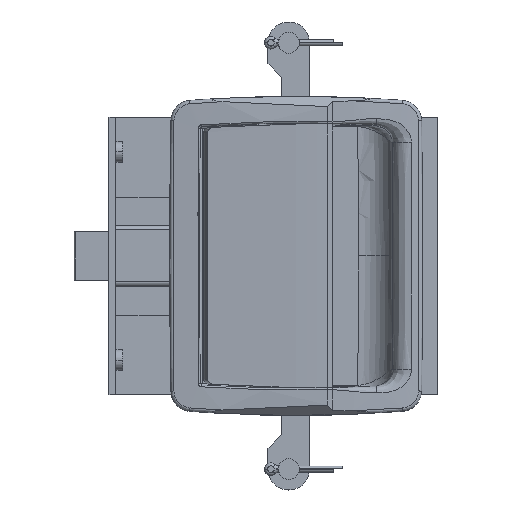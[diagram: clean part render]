
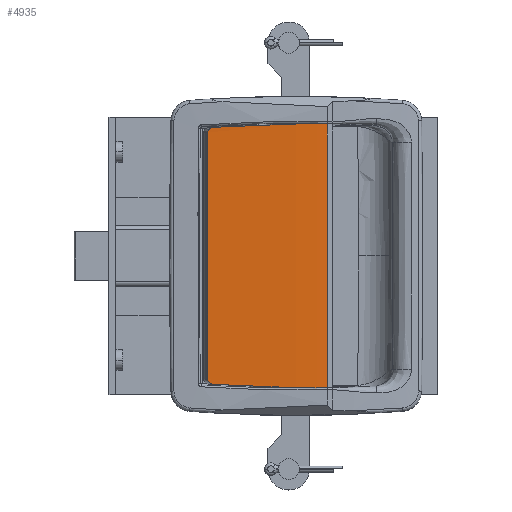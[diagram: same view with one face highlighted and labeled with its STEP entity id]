
A CAD part, top view. The second image highlights one B-rep face of the part: STEP entity #4935.
In plain terms, the highlighted cylindrical face has radius 400 mm (diameter 800 mm), a partial arc.
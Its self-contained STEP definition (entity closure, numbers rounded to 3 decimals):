
#104 = EDGE_CURVE ( 'NONE', #23756, #11295, #17768, .T. ) ;
#177 = B_SPLINE_CURVE_WITH_KNOTS ( 'NONE', 3,
 ( #18928, #20712, #22425, #5821, #18689, #6160, #22679, #16957, #19014, #2111, #7846, #17122 ),
 .UNSPECIFIED., .F., .F.,
 ( 4, 2, 2, 2, 2, 4 ),
 ( 0., 0., 0.001, 0.001, 0.002, 0.002 ),
 .UNSPECIFIED. ) ;
#349 = B_SPLINE_CURVE_WITH_KNOTS ( 'NONE', 3,
 ( #16905, #20653, #9642, #18639, #371, #18725, #7640, #11322, #14928, #16828, #22624, #22540, #15093, #5852, #13244, #13093 ),
 .UNSPECIFIED., .F., .F.,
 ( 4, 2, 2, 2, 2, 2, 2, 4 ),
 ( 0., 0.001, 0.001, 0.001, 0.002, 0.002, 0.002, 0.002 ),
 .UNSPECIFIED. ) ;
#371 = CARTESIAN_POINT ( 'NONE',  ( -36.834, 7.284, 13.655 ) ) ;
#630 = CARTESIAN_POINT ( 'NONE',  ( 37.364, 7.718, 8.918 ) ) ;
#713 = CARTESIAN_POINT ( 'NONE',  ( 11.85, 7.159, 14.972 ) ) ;
#780 = CARTESIAN_POINT ( 'NONE',  ( 37.049, 7.356, 12.874 ) ) ;
#1451 = CARTESIAN_POINT ( 'NONE',  ( 37.049, 7.356, 12.874 ) ) ;
#1472 = CARTESIAN_POINT ( 'NONE',  ( 38., -390.984, -23.524 ) ) ;
#1909 = CARTESIAN_POINT ( 'NONE',  ( 38., 8.819, -11. ) ) ;
#2013 = AXIS2_PLACEMENT_3D ( 'NONE', #11676, #7999, #11919 ) ;
#2111 = CARTESIAN_POINT ( 'NONE',  ( 36.988, 7.319, 13.279 ) ) ;
#2288 = ORIENTED_EDGE ( 'NONE', *, *, #19793, .F. ) ;
#2477 = CARTESIAN_POINT ( 'NONE',  ( 37.92, 8.509, -3.006 ) ) ;
#2718 = CARTESIAN_POINT ( 'NONE',  ( 37.602, 8.021, 4.951 ) ) ;
#2889 = CARTESIAN_POINT ( 'NONE',  ( 35.543, 7.202, 14.528 ) ) ;
#3035 = CARTESIAN_POINT ( 'NONE',  ( 38., -390.984, -23.524 ) ) ;
#3099 = VECTOR ( 'NONE', #8918, 1000. ) ;
#3550 = AXIS2_PLACEMENT_3D ( 'NONE', #3035, #23512, #17780 ) ;
#3860 = CARTESIAN_POINT ( 'NONE',  ( -38., 8.695, -7.032 ) ) ;
#4935 = ADVANCED_FACE ( 'NONE', ( #7366 ), #9095, .T. ) ;
#5121 = CARTESIAN_POINT ( 'NONE',  ( 38., 9., -20. ) ) ;
#5821 = CARTESIAN_POINT ( 'NONE',  ( 35.945, 7.208, 14.461 ) ) ;
#5852 = CARTESIAN_POINT ( 'NONE',  ( -35.748, 7.203, 14.512 ) ) ;
#6160 = CARTESIAN_POINT ( 'NONE',  ( 36.314, 7.225, 14.283 ) ) ;
#6969 = VERTEX_POINT ( 'NONE', #22879 ) ;
#7366 = FACE_OUTER_BOUND ( 'NONE', #17920, .T. ) ;
#7640 = CARTESIAN_POINT ( 'NONE',  ( -36.673, 7.26, 13.914 ) ) ;
#7846 = CARTESIAN_POINT ( 'NONE',  ( 37.032, 7.337, 13.078 ) ) ;
#7999 = DIRECTION ( 'NONE',  ( 1., 0., 0. ) ) ;
#8664 = CARTESIAN_POINT ( 'NONE',  ( 38., 9., -20. ) ) ;
#8918 = DIRECTION ( 'NONE',  ( -1., 0., 0. ) ) ;
#8973 = ORIENTED_EDGE ( 'NONE', *, *, #12190, .T. ) ;
#9095 = CYLINDRICAL_SURFACE ( 'NONE', #13862, 400. ) ;
#9642 = CARTESIAN_POINT ( 'NONE',  ( -36.988, 7.319, 13.276 ) ) ;
#9795 = ORIENTED_EDGE ( 'NONE', *, *, #17281, .T. ) ;
#10171 = EDGE_CURVE ( 'NONE', #16775, #13646, #14623, .T. ) ;
#10970 = VERTEX_POINT ( 'NONE', #18059 ) ;
#11229 = CARTESIAN_POINT ( 'NONE',  ( -35.543, 7.202, 14.528 ) ) ;
#11295 = VERTEX_POINT ( 'NONE', #1451 ) ;
#11322 = CARTESIAN_POINT ( 'NONE',  ( -36.541, 7.245, 14.071 ) ) ;
#11676 = CARTESIAN_POINT ( 'NONE',  ( -38., -390.984, -23.524 ) ) ;
#11831 = CARTESIAN_POINT ( 'NONE',  ( 38., 8.694, -6.997 ) ) ;
#11919 = DIRECTION ( 'NONE',  ( 0., 0., 1. ) ) ;
#12190 = EDGE_CURVE ( 'NONE', #10970, #18848, #349, .T. ) ;
#12575 = EDGE_CURVE ( 'NONE', #6969, #11295, #177, .T. ) ;
#12888 = DIRECTION ( 'NONE',  ( 0., 0., 1. ) ) ;
#13093 = CARTESIAN_POINT ( 'NONE',  ( -35.543, 7.202, 14.528 ) ) ;
#13244 = CARTESIAN_POINT ( 'NONE',  ( -35.647, 7.202, 14.526 ) ) ;
#13646 = VERTEX_POINT ( 'NONE', #21142 ) ;
#13684 = CARTESIAN_POINT ( 'NONE',  ( -35.543, 7.202, 14.528 ) ) ;
#13782 = B_SPLINE_CURVE_WITH_KNOTS ( 'NONE', 3,
 ( #14806, #20515, #18659, #18590, #3860, #14726 ),
 .UNSPECIFIED., .F., .F.,
 ( 4, 2, 4 ),
 ( 1.452, 1.464, 1.475 ),
 .UNSPECIFIED. ) ;
#13862 = AXIS2_PLACEMENT_3D ( 'NONE', #1472, #16225, #12888 ) ;
#13920 = ORIENTED_EDGE ( 'NONE', *, *, #104, .F. ) ;
#14623 = LINE ( 'NONE', #5121, #3099 ) ;
#14726 = CARTESIAN_POINT ( 'NONE',  ( -38., 8.819, -11. ) ) ;
#14806 = CARTESIAN_POINT ( 'NONE',  ( -37.049, 7.356, 12.874 ) ) ;
#14928 = CARTESIAN_POINT ( 'NONE',  ( -36.468, 7.238, 14.144 ) ) ;
#15077 = VERTEX_POINT ( 'NONE', #23577 ) ;
#15093 = CARTESIAN_POINT ( 'NONE',  ( -35.946, 7.208, 14.46 ) ) ;
#15274 = ORIENTED_EDGE ( 'NONE', *, *, #12575, .T. ) ;
#15621 = CARTESIAN_POINT ( 'NONE',  ( 38., 8.819, -11. ) ) ;
#16040 = EDGE_CURVE ( 'NONE', #10970, #15077, #13782, .T. ) ;
#16225 = DIRECTION ( 'NONE',  ( -1., 0., 0. ) ) ;
#16294 = EDGE_CURVE ( 'NONE', #16775, #23756, #21701, .T. ) ;
#16775 = VERTEX_POINT ( 'NONE', #8664 ) ;
#16828 = CARTESIAN_POINT ( 'NONE',  ( -36.31, 7.226, 14.273 ) ) ;
#16905 = CARTESIAN_POINT ( 'NONE',  ( -37.049, 7.356, 12.874 ) ) ;
#16957 = CARTESIAN_POINT ( 'NONE',  ( 36.737, 7.267, 13.838 ) ) ;
#17122 = CARTESIAN_POINT ( 'NONE',  ( 37.049, 7.356, 12.874 ) ) ;
#17281 = EDGE_CURVE ( 'NONE', #13646, #15077, #20472, .T. ) ;
#17489 = ORIENTED_EDGE ( 'NONE', *, *, #16294, .F. ) ;
#17768 = B_SPLINE_CURVE_WITH_KNOTS ( 'NONE', 3,
 ( #15621, #11831, #2477, #2718, #630, #780 ),
 .UNSPECIFIED., .F., .F.,
 ( 4, 2, 4 ),
 ( 0.487, 0.499, 0.511 ),
 .UNSPECIFIED. ) ;
#17780 = DIRECTION ( 'NONE',  ( 0., 0., 1. ) ) ;
#17920 = EDGE_LOOP ( 'NONE', ( #19302, #8973, #2288, #15274, #13920, #17489, #23777, #9795 ) ) ;
#18059 = CARTESIAN_POINT ( 'NONE',  ( -37.049, 7.356, 12.874 ) ) ;
#18590 = CARTESIAN_POINT ( 'NONE',  ( -37.921, 8.512, -3.058 ) ) ;
#18639 = CARTESIAN_POINT ( 'NONE',  ( -36.878, 7.293, 13.561 ) ) ;
#18659 = CARTESIAN_POINT ( 'NONE',  ( -37.605, 8.024, 4.9 ) ) ;
#18689 = CARTESIAN_POINT ( 'NONE',  ( 36.042, 7.211, 14.423 ) ) ;
#18725 = CARTESIAN_POINT ( 'NONE',  ( -36.731, 7.267, 13.831 ) ) ;
#18848 = VERTEX_POINT ( 'NONE', #11229 ) ;
#18928 = CARTESIAN_POINT ( 'NONE',  ( 35.543, 7.202, 14.528 ) ) ;
#19014 = CARTESIAN_POINT ( 'NONE',  ( 36.84, 7.284, 13.659 ) ) ;
#19154 = CARTESIAN_POINT ( 'NONE',  ( -11.85, 7.159, 14.972 ) ) ;
#19302 = ORIENTED_EDGE ( 'NONE', *, *, #16040, .F. ) ;
#19793 = EDGE_CURVE ( 'NONE', #6969, #18848, #21173, .T. ) ;
#20472 = CIRCLE ( 'NONE', #2013, 400. ) ;
#20515 = CARTESIAN_POINT ( 'NONE',  ( -37.367, 7.721, 8.884 ) ) ;
#20653 = CARTESIAN_POINT ( 'NONE',  ( -37.032, 7.337, 13.079 ) ) ;
#20712 = CARTESIAN_POINT ( 'NONE',  ( 35.647, 7.202, 14.526 ) ) ;
#21142 = CARTESIAN_POINT ( 'NONE',  ( -38., 9., -20. ) ) ;
#21173 = B_SPLINE_CURVE_WITH_KNOTS ( 'NONE', 3,
 ( #2889, #713, #19154, #13684 ),
 .UNSPECIFIED., .F., .F.,
 ( 4, 4 ),
 ( 0.002, 0.074 ),
 .UNSPECIFIED. ) ;
#21701 = CIRCLE ( 'NONE', #3550, 400. ) ;
#22425 = CARTESIAN_POINT ( 'NONE',  ( 35.747, 7.203, 14.512 ) ) ;
#22540 = CARTESIAN_POINT ( 'NONE',  ( -36.043, 7.212, 14.423 ) ) ;
#22624 = CARTESIAN_POINT ( 'NONE',  ( -36.225, 7.22, 14.329 ) ) ;
#22679 = CARTESIAN_POINT ( 'NONE',  ( 36.475, 7.237, 14.15 ) ) ;
#22879 = CARTESIAN_POINT ( 'NONE',  ( 35.543, 7.202, 14.528 ) ) ;
#23512 = DIRECTION ( 'NONE',  ( 1., 0., 0. ) ) ;
#23577 = CARTESIAN_POINT ( 'NONE',  ( -38., 8.819, -11. ) ) ;
#23756 = VERTEX_POINT ( 'NONE', #1909 ) ;
#23777 = ORIENTED_EDGE ( 'NONE', *, *, #10171, .T. ) ;
